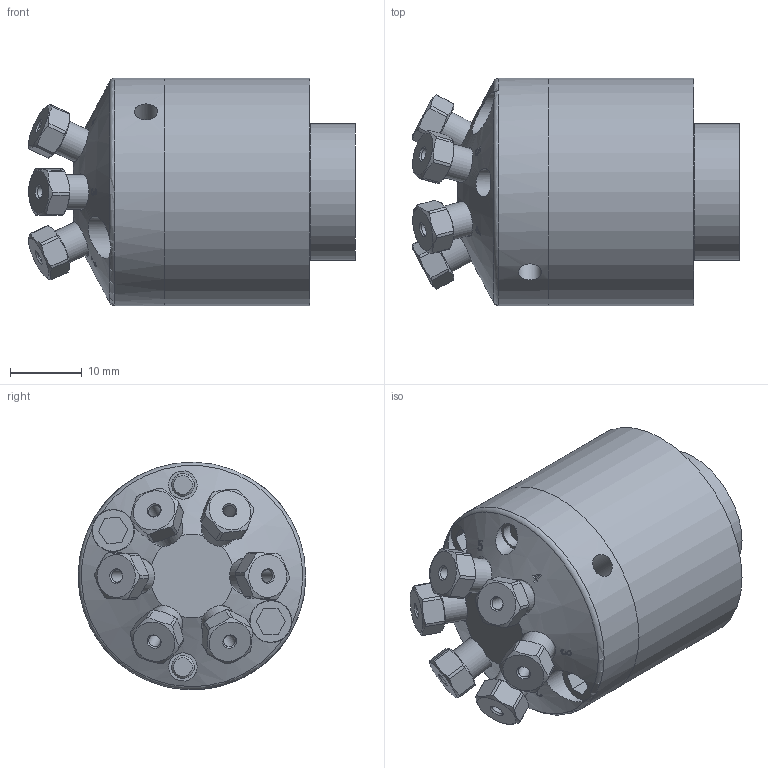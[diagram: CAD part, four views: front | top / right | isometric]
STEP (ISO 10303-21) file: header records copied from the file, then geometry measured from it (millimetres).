
FILE_DESCRIPTION((''),'2;1');
FILE_NAME('312350-C2-2006D 6 port 2-pos replacement valve.stp','2013-08-14T14:55:14',('Franzp'),(''),'Autodesk Inventor 2013','Autodesk Inventor 2013','');
FILE_SCHEMA(('AUTOMOTIVE_DESIGN { 1 0 10303 214 1 1 1 1 }'));
Length unit declared in the file: millimetre
Products named in the file (1): 312350_Shrinkwrap_1
Bounding box: 45.58 x 31.75 x 31.75 mm (x, y, z)
Surface area: 9185.1 mm2 (no closed solid volume)
Topology: 0 solids, 20 shells, 203 faces, 650 edges, 469 vertices
Faces by surface type: plane 86, cylinder 67, cone 35, bspline 14, torus 1
Full cylindrical faces by diameter (mm): 1.727 x6, 3.165 x2, 3.175 x1, 3.183 x1, 3.22 x2, 3.302 x2, 4.826 x6, 5.89 x2, 7.142 x1, 7.155 x1, 9.525 x1, 14.732 x1, 19.05 x1, 31.75 x2
Entity records: 7886 total; most frequent: CARTESIAN_POINT 2663, DIRECTION 934, ORIENTED_EDGE 930, EDGE_CURVE 554, VERTEX_POINT 435, AXIS2_PLACEMENT_3D 387, EDGE_LOOP 310, FACE_OUTER_BOUND 203
